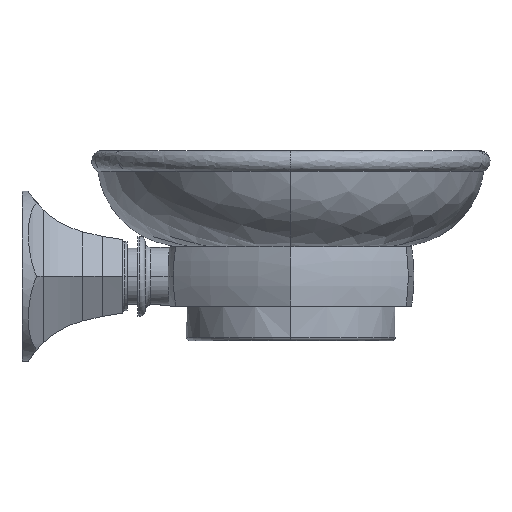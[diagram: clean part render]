
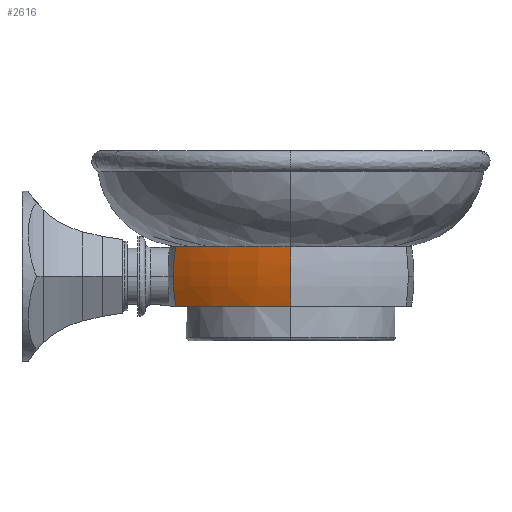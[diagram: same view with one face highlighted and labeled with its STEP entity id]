
A CAD part, left-side view. The second image highlights one B-rep face of the part: STEP entity #2616.
In plain terms, the highlighted toroidal (fillet/blend) face has major radius 50.228 mm and minor radius 49.962 mm.
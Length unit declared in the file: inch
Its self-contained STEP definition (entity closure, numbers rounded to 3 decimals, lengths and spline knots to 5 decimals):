
#51=CARTESIAN_POINT('',(-0.93387,-1.93924,
0.32475));
#53=CARTESIAN_POINT('',(2.25037,-4.22125,0.32475));
#54=DIRECTION('',(0.,0.,-1.));
#55=DIRECTION('',(-0.813,0.583,0.));
#56=AXIS2_PLACEMENT_3D('',#53,#54,#55);
#407=CARTESIAN_POINT('',(-0.72271,-1.67024,
0.32475));
#408=CARTESIAN_POINT('',(-0.72588,-1.66474,
0.28899));
#409=CARTESIAN_POINT('',(-0.73117,-1.65557,
0.21715));
#410=CARTESIAN_POINT('',(-0.73594,-1.6473,
0.10871));
#411=CARTESIAN_POINT('',(-0.737,-1.64547,
0.03623));
#412=CARTESIAN_POINT('',(-0.737,-1.64547,0.));
#414=CARTESIAN_POINT('',(-0.737,-1.64547,0.));
#415=CARTESIAN_POINT('',(-0.737,-1.64547,
-0.03623));
#416=CARTESIAN_POINT('',(-0.73598,-1.64731,
-0.10871));
#417=CARTESIAN_POINT('',(-0.73121,-1.65558,
-0.21715));
#418=CARTESIAN_POINT('',(-0.72588,-1.66474,
-0.28899));
#419=CARTESIAN_POINT('',(-0.72271,-1.67024,
-0.32475));
#421=CARTESIAN_POINT('',(2.25037,-4.22125,0.32475));
#422=DIRECTION('',(0.,0.,-1.));
#423=DIRECTION('',(-0.943,0.332,0.));
#424=AXIS2_PLACEMENT_3D('',#421,#422,#423);
#447=CARTESIAN_POINT('',(-1.44541,-2.922,
-0.32475));
#448=CARTESIAN_POINT('',(-1.45809,-2.922,
-0.25329));
#449=CARTESIAN_POINT('',(-1.47507,-2.922,
-0.10902));
#450=CARTESIAN_POINT('',(-1.47507,-2.922,
0.10902));
#451=CARTESIAN_POINT('',(-1.45809,-2.922,
0.25329));
#452=CARTESIAN_POINT('',(-1.44541,-2.922,
0.32475));
#499=CARTESIAN_POINT('',(2.25037,-4.22125,
-0.32475));
#500=DIRECTION('',(0.,0.,1.));
#501=DIRECTION('',(-0.759,0.651,0.));
#502=AXIS2_PLACEMENT_3D('',#499,#500,#501);
#1631=VERTEX_POINT('',#51);
#1632=CARTESIAN_POINT('',(-0.72271,-1.67024,
0.32475));
#1633=VERTEX_POINT('',#1632);
#1648=VERTEX_POINT('',#414);
#1649=VERTEX_POINT('',#419);
#1650=CARTESIAN_POINT('',(-1.44541,-2.922,
0.32475));
#1651=VERTEX_POINT('',#1650);
#1725=CARTESIAN_POINT('',(-1.44541,-2.922,
-0.32475));
#1726=VERTEX_POINT('',#1725);
#2600=CARTESIAN_POINT('',(2.25037,-4.22125,0.));
#2601=DIRECTION('',(0.,0.,-1.));
#2602=DIRECTION('',(-0.5,-0.866,0.));
#2603=AXIS2_PLACEMENT_3D('',#2600,#2601,#2602);
#2604=TOROIDAL_SURFACE('',#2603,1.97749,1.967);
#2605=ORIENTED_EDGE('',*,*,#2589,.F.);
#2606=ORIENTED_EDGE('',*,*,#2578,.F.);
#2607=ORIENTED_EDGE('',*,*,#1931,.F.);
#2609=ORIENTED_EDGE('',*,*,#2608,.F.);
#2611=ORIENTED_EDGE('',*,*,#2610,.F.);
#2613=ORIENTED_EDGE('',*,*,#2612,.F.);
#2614=EDGE_LOOP('',(#2605,#2606,#2607,#2609,#2611,#2613));
#2615=FACE_OUTER_BOUND('',#2614,.F.);
#2616=ADVANCED_FACE('',(#2615),#2604,.T.);
#57=CIRCLE('',#56,3.9175);
#413=B_SPLINE_CURVE_WITH_KNOTS('',3,(#407,#408,#409,#410,#411,#412),
.UNSPECIFIED.,.F.,.F.,(4,1,1,4),(0.,0.33333,0.66667,1.),
.UNSPECIFIED.);
#420=B_SPLINE_CURVE_WITH_KNOTS('',3,(#414,#415,#416,#417,#418,#419),
.UNSPECIFIED.,.F.,.F.,(4,1,1,4),(0.,0.33333,0.66667,1.),
.UNSPECIFIED.);
#425=CIRCLE('',#424,3.9175);
#453=B_SPLINE_CURVE_WITH_KNOTS('',3,(#447,#448,#449,#450,#451,#452),
.UNSPECIFIED.,.F.,.F.,(4,1,1,4),(0.,0.33333,0.66667,1.),
.UNSPECIFIED.);
#503=CIRCLE('',#502,3.9175);
#1931=EDGE_CURVE('',#1631,#1633,#57,.T.);
#2578=EDGE_CURVE('',#1633,#1648,#413,.T.);
#2589=EDGE_CURVE('',#1648,#1649,#420,.T.);
#2608=EDGE_CURVE('',#1651,#1631,#425,.T.);
#2610=EDGE_CURVE('',#1726,#1651,#453,.T.);
#2612=EDGE_CURVE('',#1649,#1726,#503,.T.);
